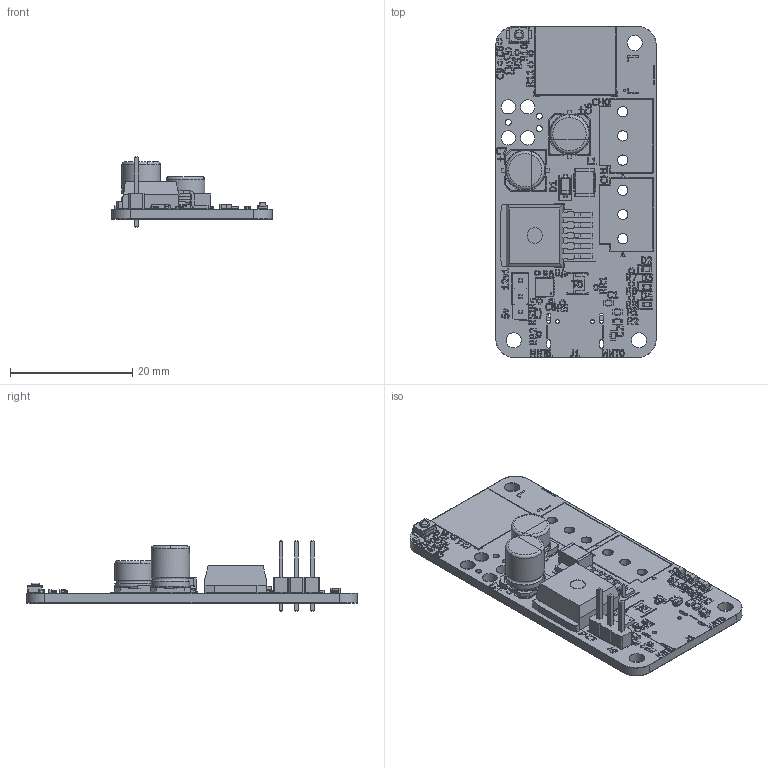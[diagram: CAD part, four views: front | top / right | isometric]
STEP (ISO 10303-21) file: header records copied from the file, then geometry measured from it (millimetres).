
FILE_DESCRIPTION(('KiCad electronic assembly'),'2;1');
FILE_NAME('2812-32-mini2.step','2025-12-25T14:50:17',('Pcbnew'),('Kicad' ),'Open CASCADE STEP processor 7.9','KiCad to STEP converter', 'Unknown');
FILE_SCHEMA(('AUTOMOTIVE_DESIGN { 1 0 10303 214 1 1 1 1 }'));
Length unit declared in the file: millimetre
Products named in the file (21): 2812-32-mini2 1; R_0402_1005Metric; LED_0603_1608Metric; L_1812_4532Metric; C_0402_1005Metric; TO-263-5_TabPin3; 2812-32-mini2 1.7.1; C_0603_1608Metric; D_SOD-123; R_0603_1608Metric; CP_Elec_6.3x5.3; SW_SPST_B3U-1000P-B; CP_Elec_6.3x7.7; DFN-10-1EP_3x3mm_P0.5mm_EP1.65x2.38mm; 2812-32-mini2 1.29.1; PinHeader_1x03_P2.54mm_Vertical; 2812-32-mini_silkscreen; 2812-32-mini_soldermask; 2812-32-mini_PCB
Assembly tree (39 placements, depth 3):
  2812-32-mini2 1
    R_0402_1005Metric  x11
    LED_0603_1608Metric  x3
    L_1812_4532Metric
    C_0402_1005Metric  x5
    TO-263-5_TabPin3
      2812-32-mini2 1.7.1
    C_0603_1608Metric  x2
    D_SOD-123
    R_0603_1608Metric  x3
    CP_Elec_6.3x5.3
    SW_SPST_B3U-1000P-B
    CP_Elec_6.3x7.7
    DFN-10-1EP_3x3mm_P0.5mm_EP1.65x2.38mm
      2812-32-mini2 1.29.1
    PinHeader_1x03_P2.54mm_Vertical
    2812-32-mini_silkscreen
    2812-32-mini_silkscreen
    2812-32-mini_soldermask
    2812-32-mini_soldermask
    2812-32-mini_PCB
Bounding box: 26.2 x 54.1 x 11.54 mm (x, y, z)
Volume: 3050.6 mm3; surface area: 7576.5 mm2
Topology: 51 solids, 249 shells, 1542 faces, 6901 edges, 5678 vertices
Faces by surface type: plane 1164, cylinder 344, bspline 20, torus 9, revolution 2, sphere 2, cone 1
Full cylindrical faces by diameter (mm): 0.2 x1, 0.65 x3, 0.8 x1, 0.991 x3, 1 x3, 1.6 x1, 1.7 x6, 2.375 x4, 2.5 x4, 6.3 x4
Entity records: 60494 total; most frequent: CARTESIAN_POINT 11643, DIRECTION 8614, ORIENTED_EDGE 7507, EDGE_CURVE 5457, VERTEX_POINT 4738, LINE 4242, VECTOR 4242, AXIS2_PLACEMENT_3D 2185
